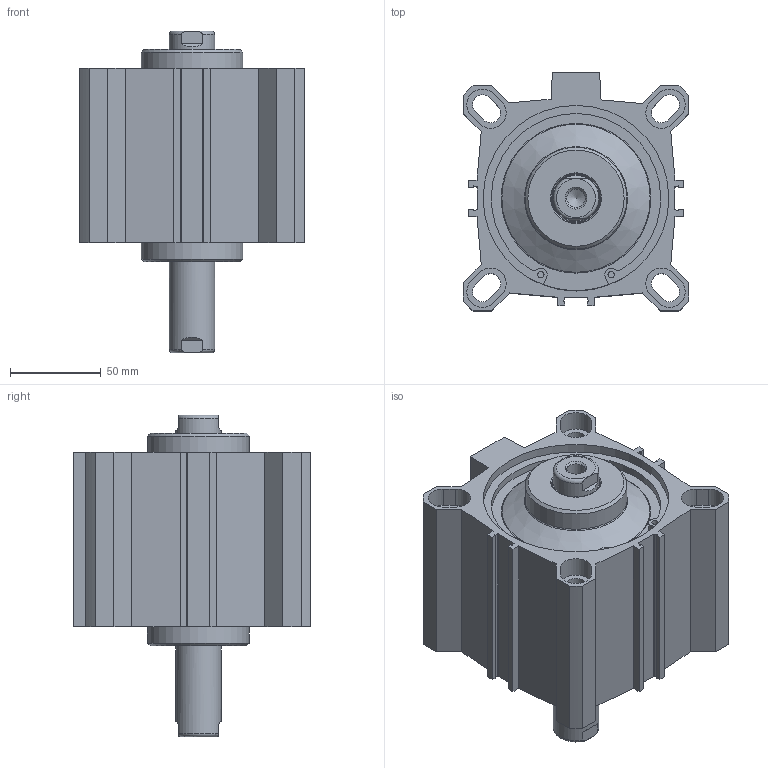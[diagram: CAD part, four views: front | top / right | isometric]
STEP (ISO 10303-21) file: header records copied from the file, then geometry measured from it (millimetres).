
FILE_DESCRIPTION((''),'2;1');
FILE_NAME('FDMP100.040.GS.F.stp','2014-06-10T12:07:02',('carlo.corazza'),(''),'Autodesk Inventor 2012','Autodesk Inventor 2012','');
FILE_SCHEMA(('AUTOMOTIVE_DESIGN { 1 0 10303 214 1 1 1 1 }'));
Length unit declared in the file: millimetre
Products named in the file (4): FDMP100..GS.F; CORPO-040; STELO-040; TA
Assembly tree (5 placements, depth 2):
  FDMP100..GS.F
    CORPO-040
    STELO-040  x2
    TA  x2
Bounding box: 124 x 131 x 177 mm (x, y, z)
Volume: 603587.1 mm3; surface area: 187932.5 mm2
Topology: 5 solids, 5 shells, 297 faces, 729 edges, 466 vertices
Faces by surface type: plane 138, cylinder 99, cone 44, torus 16
Full cylindrical faces by diameter (mm): 3.5 x4, 5.25 x2, 10.106 x4, 11.445 x2, 25 x2, 25.6 x2, 26.9 x2, 28 x2, 29.8 x2, 30 x2, 56 x2, 100 x1, 101.7 x4, 102.2 x2, 106.2 x2
Entity records: 7285 total; most frequent: CARTESIAN_POINT 1295, DIRECTION 1210, ORIENTED_EDGE 1072, EDGE_CURVE 536, AXIS2_PLACEMENT_3D 441, VERTEX_POINT 380, VECTOR 328, LINE 328
